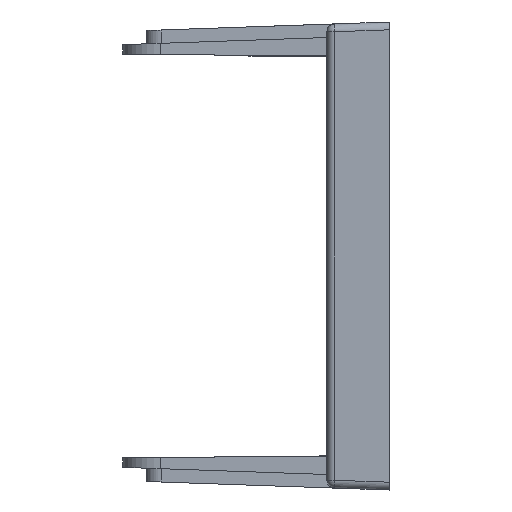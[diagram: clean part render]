
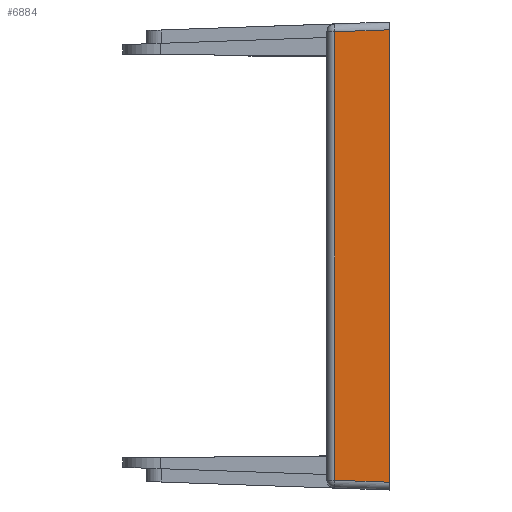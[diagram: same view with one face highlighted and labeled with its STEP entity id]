
A CAD part, left-side view. The second image highlights one B-rep face of the part: STEP entity #6884.
In plain terms, the highlighted planar face has unit normal (-0.999, 0.035, 0).
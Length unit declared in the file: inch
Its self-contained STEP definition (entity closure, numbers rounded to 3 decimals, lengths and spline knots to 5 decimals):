
#918=FACE_OUTER_BOUND('',#1360,.T.);
#1360=EDGE_LOOP('',(#5393,#5394,#5395,#5396));
#1862=LINE('',#11252,#2440);
#1889=LINE('',#11426,#2467);
#1969=LINE('',#14581,#2547);
#1970=LINE('',#14582,#2548);
#2440=VECTOR('',#8564,1.13208);
#2467=VECTOR('',#8655,1.14176);
#2547=VECTOR('',#8809,0.13865);
#2548=VECTOR('',#8810,0.13865);
#3012=VERTEX_POINT('',#11248);
#3013=VERTEX_POINT('',#11250);
#3035=VERTEX_POINT('',#11423);
#3036=VERTEX_POINT('',#11425);
#3761=EDGE_CURVE('',#3012,#3013,#1862,.T.);
#3803=EDGE_CURVE('',#3035,#3036,#1889,.T.);
#3971=EDGE_CURVE('',#3035,#3012,#1969,.T.);
#3972=EDGE_CURVE('',#3013,#3036,#1970,.T.);
#5393=ORIENTED_EDGE('',*,*,#3971,.T.);
#5394=ORIENTED_EDGE('',*,*,#3761,.T.);
#5395=ORIENTED_EDGE('',*,*,#3972,.T.);
#5396=ORIENTED_EDGE('',*,*,#3803,.F.);
#6671=PLANE('',#7428);
#6884=ADVANCED_FACE('',(#918),#6671,.T.);
#7428=AXIS2_PLACEMENT_3D('',#14580,#8807,#8808);
#8564=DIRECTION('',(0.,0.,-1.));
#8655=DIRECTION('',(0.,0.,-1.));
#8807=DIRECTION('center_axis',(-0.999,0.035,0.));
#8808=DIRECTION('ref_axis',(0.,0.,1.));
#8809=DIRECTION('',(0.035,0.999,-0.035));
#8810=DIRECTION('',(-0.035,-0.999,-0.035));
#11248=CARTESIAN_POINT('',(-1.59457,-0.019,0.56604));
#11250=CARTESIAN_POINT('',(-1.59457,-0.019,-0.56604));
#11252=CARTESIAN_POINT('',(-1.59457,-0.019,0.56604));
#11423=CARTESIAN_POINT('',(-1.59941,-0.15748,0.57088));
#11425=CARTESIAN_POINT('',(-1.59941,-0.15748,-0.57088));
#11426=CARTESIAN_POINT('',(-1.59941,-0.15748,0.57088));
#14580=CARTESIAN_POINT('Origin',(-1.59941,-0.15748,0.67493));
#14581=CARTESIAN_POINT('',(-1.59941,-0.15748,0.57088));
#14582=CARTESIAN_POINT('',(-1.59457,-0.019,-0.56604));
